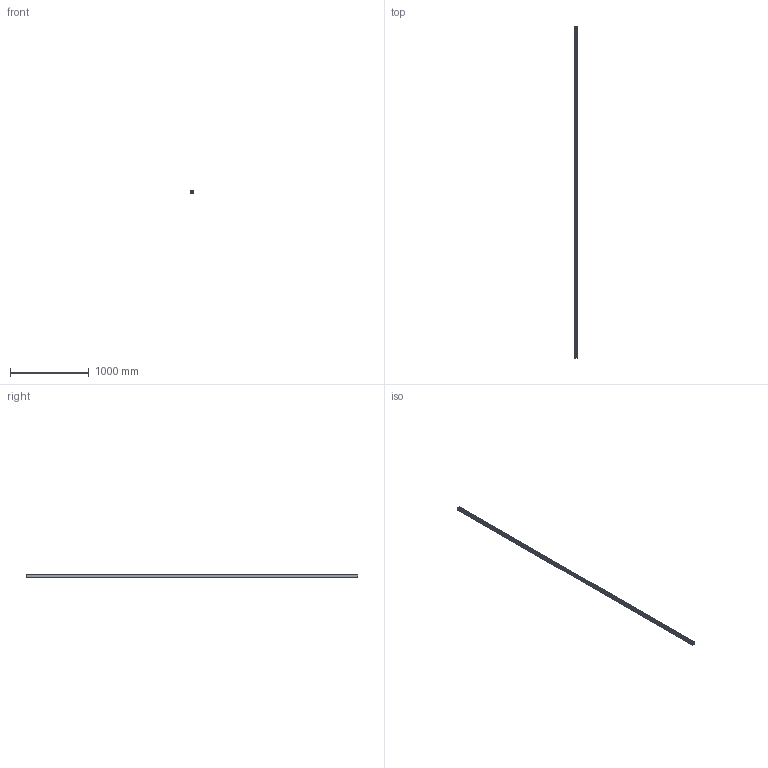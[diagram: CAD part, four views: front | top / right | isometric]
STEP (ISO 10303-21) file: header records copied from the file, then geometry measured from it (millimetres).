
FILE_DESCRIPTION(/* description */ ('This is a sample STEP configuration'),/* implementation_level */ '2;1');
FILE_NAME(/* name */ '577-01006xxxxxxx _Simple.ipt_Rev_00.2.stp',/* time_stamp */ '2021-02-06T15:53:20+01:00',/* author */ ('powerJobs'),/* organization */ ('coolOrange'),/* preprocessor_version */ 'ST-DEVELOPER v18.1',/* originating_system */ 'Autodesk Inventor 2020',/* authorisation */ '');
FILE_SCHEMA (('AUTOMOTIVE_DESIGN { 1 0 10303 214 3 1 1 }'));
Length unit declared in the file: millimetre
Products named in the file (1): ENG000019552
Bounding box: 35 x 4216.6 x 35 mm (x, y, z)
Volume: 1299721 mm3; surface area: 1788821 mm2
Topology: 7 solids, 7 shells, 563 faces, 1460 edges, 925 vertices
Faces by surface type: cylinder 273, plane 200, bspline 32, torus 28, sphere 16, cone 14
Full cylindrical faces by diameter (mm): 4.5 x5, 8 x2, 13.5 x2, 20 x2, 24 x2
Entity records: 18557 total; most frequent: CARTESIAN_POINT 4327, DIRECTION 3125, ORIENTED_EDGE 2920, EDGE_CURVE 1460, AXIS2_PLACEMENT_3D 1169, VERTEX_POINT 925, LINE 787, VECTOR 787
